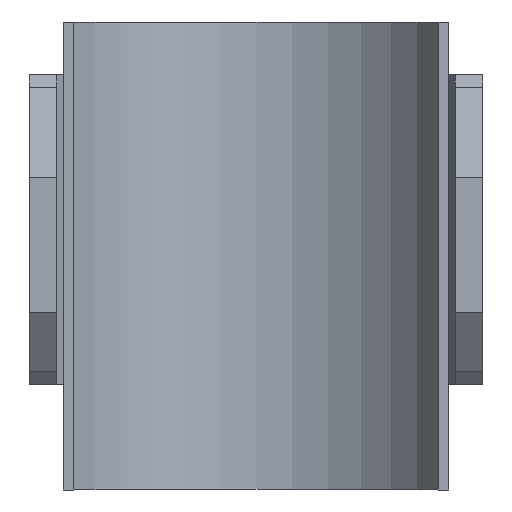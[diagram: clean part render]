
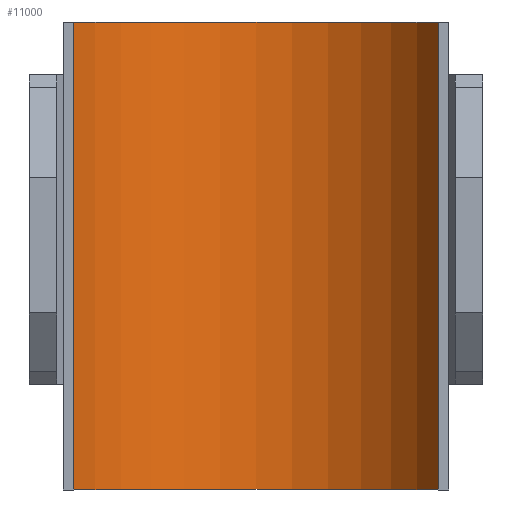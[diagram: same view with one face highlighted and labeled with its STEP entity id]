
A CAD part, front view. The second image highlights one B-rep face of the part: STEP entity #11000.
In plain terms, the highlighted cylindrical face has radius 15.5 mm (diameter 31 mm), a partial arc.
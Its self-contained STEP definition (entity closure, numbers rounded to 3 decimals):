
#323 = EDGE_CURVE ( 'NONE', #4118, #6487, #6223, .T. ) ;
#555 = VECTOR ( 'NONE', #11656, 1000. ) ;
#600 = CARTESIAN_POINT ( 'NONE',  ( 13.276, -7.5, -17. ) ) ;
#635 = DIRECTION ( 'NONE',  ( 1., 0., 0. ) ) ;
#795 = ORIENTED_EDGE ( 'NONE', *, *, #323, .T. ) ;
#918 = LINE ( 'NONE', #5200, #555 ) ;
#1178 = LINE ( 'NONE', #4755, #5548 ) ;
#1683 = ORIENTED_EDGE ( 'NONE', *, *, #3055, .F. ) ;
#1817 = CARTESIAN_POINT ( 'NONE',  ( -13.276, -7.5, 17. ) ) ;
#2284 = FACE_OUTER_BOUND ( 'NONE', #10932, .T. ) ;
#3017 = DIRECTION ( 'NONE',  ( 0., 0., -1. ) ) ;
#3055 = EDGE_CURVE ( 'NONE', #4249, #6487, #918, .T. ) ;
#3067 = DIRECTION ( 'NONE',  ( 1., 0., 0. ) ) ;
#4106 = VERTEX_POINT ( 'NONE', #1817 ) ;
#4118 = VERTEX_POINT ( 'NONE', #9961 ) ;
#4249 = VERTEX_POINT ( 'NONE', #8844 ) ;
#4443 = CIRCLE ( 'NONE', #6126, 15.5 ) ;
#4645 = EDGE_CURVE ( 'NONE', #4106, #4249, #4443, .T. ) ;
#4755 = CARTESIAN_POINT ( 'NONE',  ( -13.276, -7.5, 17. ) ) ;
#5200 = CARTESIAN_POINT ( 'NONE',  ( 13.276, -7.5, 17. ) ) ;
#5314 = DIRECTION ( 'NONE',  ( 0., 0., -1. ) ) ;
#5548 = VECTOR ( 'NONE', #3017, 1000. ) ;
#5577 = AXIS2_PLACEMENT_3D ( 'NONE', #9466, #8850, #7892 ) ;
#5643 = ORIENTED_EDGE ( 'NONE', *, *, #9116, .T. ) ;
#5825 = CYLINDRICAL_SURFACE ( 'NONE', #5577, 15.5 ) ;
#6126 = AXIS2_PLACEMENT_3D ( 'NONE', #11021, #11199, #3067 ) ;
#6223 = CIRCLE ( 'NONE', #8318, 15.5 ) ;
#6487 = VERTEX_POINT ( 'NONE', #600 ) ;
#7095 = CARTESIAN_POINT ( 'NONE',  ( 0., -15.5, -17. ) ) ;
#7892 = DIRECTION ( 'NONE',  ( -1., 0., 0. ) ) ;
#8318 = AXIS2_PLACEMENT_3D ( 'NONE', #7095, #5314, #635 ) ;
#8844 = CARTESIAN_POINT ( 'NONE',  ( 13.276, -7.5, 17. ) ) ;
#8850 = DIRECTION ( 'NONE',  ( 0., 0., -1. ) ) ;
#9116 = EDGE_CURVE ( 'NONE', #4106, #4118, #1178, .T. ) ;
#9466 = CARTESIAN_POINT ( 'NONE',  ( 0., -15.5, 17. ) ) ;
#9961 = CARTESIAN_POINT ( 'NONE',  ( -13.276, -7.5, -17. ) ) ;
#10082 = ORIENTED_EDGE ( 'NONE', *, *, #4645, .F. ) ;
#10932 = EDGE_LOOP ( 'NONE', ( #795, #1683, #10082, #5643 ) ) ;
#11000 = ADVANCED_FACE ( 'NONE', ( #2284 ), #5825, .F. ) ;
#11021 = CARTESIAN_POINT ( 'NONE',  ( 0., -15.5, 17. ) ) ;
#11199 = DIRECTION ( 'NONE',  ( 0., 0., -1. ) ) ;
#11656 = DIRECTION ( 'NONE',  ( 0., 0., -1. ) ) ;
